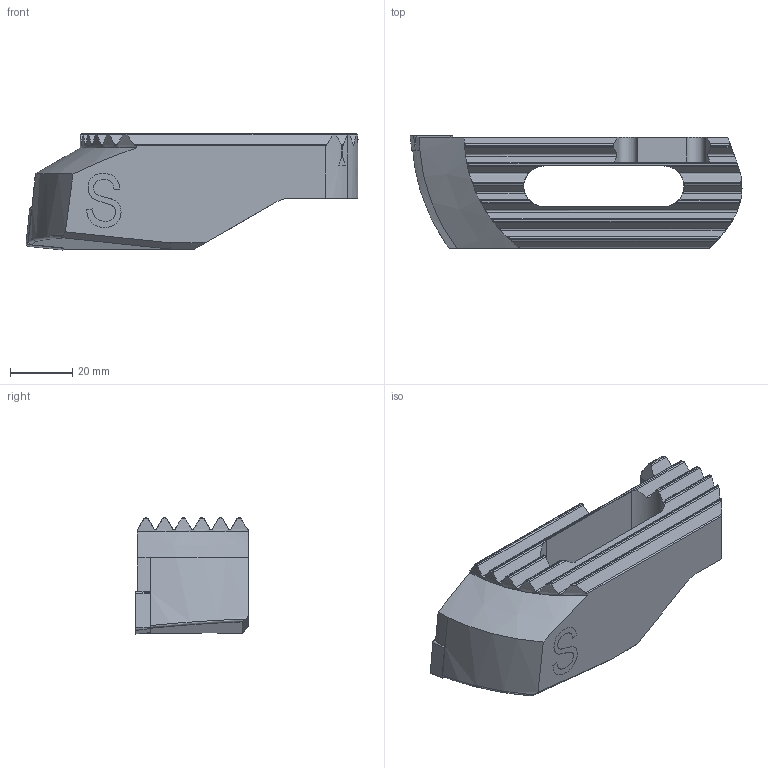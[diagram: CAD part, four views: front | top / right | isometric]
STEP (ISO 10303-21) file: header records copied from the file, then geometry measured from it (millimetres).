
FILE_DESCRIPTION(('no description'),'unknown implementation level');
FILE_NAME('496E0931-268F-4432-8CA8-6CE4B2557355_export.stp',' ',('CIMSOURCE GmbH'),('CADClick - KiM GmbH - www.kimweb.de'),'unknown preprocess','ACIS','unknown authorization');
FILE_SCHEMA(('automotive_design'));
Length unit declared in the file: millimetre
Products named in the file (3): 639.175 Kaiser 125-153 SW98 SC12 S|639.175 Kaiser 125-153 SW98 SC12 S;RSS-Marke; 639.175 Kaiser 125-153 SW98 SC12 S|654.350 Kaiser SCMT 120408 P20C;Kombinieren1; 639.175 Kaiser 125-153 SW98 SC12 S|694.150 Kaiser ETL M5 X 13,3 T20 IP 10S;Kreismuster1
Bounding box: 107 x 36.36 x 37.4 mm (x, y, z)
Volume: 70060.8 mm3; surface area: 18970.7 mm2
Topology: 3 solids, 3 shells, 228 faces, 625 edges, 405 vertices
Faces by surface type: plane 84, cylinder 74, bspline 31, cone 31, torus 8
Entity records: 17405 total; most frequent: CARTESIAN_POINT 4814, STYLED_ITEM 1259, PRESENTATION_STYLE_ASSIGNMENT 1259, COLOUR_RGB 1259, ORIENTED_EDGE 1246, DIRECTION 1082, EDGE_CURVE 623, CURVE_STYLE 623
